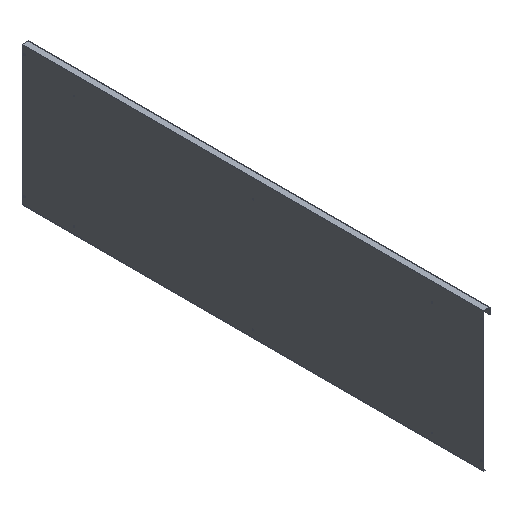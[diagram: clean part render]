
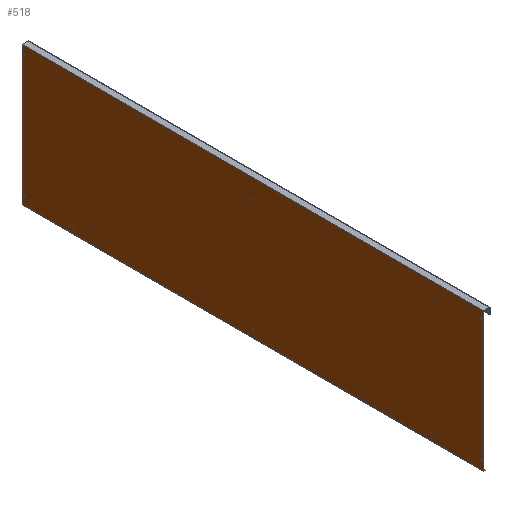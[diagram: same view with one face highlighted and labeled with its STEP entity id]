
A CAD part, isometric view. The second image highlights one B-rep face of the part: STEP entity #518.
In plain terms, the highlighted planar face has unit normal (-1, 0, 0).
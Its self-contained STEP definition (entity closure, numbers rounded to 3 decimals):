
#20 = CARTESIAN_POINT ( 'NONE',  ( 0., 1000., -602.5 ) ) ;
#37 = VECTOR ( 'NONE', #230, 1000. ) ;
#46 = CARTESIAN_POINT ( 'NONE',  ( 0., -1000., -602.5 ) ) ;
#57 = LINE ( 'NONE', #246, #37 ) ;
#58 = EDGE_CURVE ( 'NONE', #632, #774, #57, .T. ) ;
#78 = CIRCLE ( 'NONE', #420, 3.25 ) ;
#85 = EDGE_CURVE ( 'NONE', #1177, #994, #1346, .T. ) ;
#91 = DIRECTION ( 'NONE',  ( 0., 0., 1. ) ) ;
#95 = DIRECTION ( 'NONE',  ( 1., 0., 0. ) ) ;
#98 = CARTESIAN_POINT ( 'NONE',  ( 0., -991., -567.5 ) ) ;
#110 = EDGE_CURVE ( 'NONE', #774, #932, #1364, .T. ) ;
#155 = CIRCLE ( 'NONE', #845, 3.25 ) ;
#176 = DIRECTION ( 'NONE',  ( 0., 0., 1. ) ) ;
#178 = DIRECTION ( 'NONE',  ( 1., 0., 0. ) ) ;
#186 = CARTESIAN_POINT ( 'NONE',  ( 0., -991., -35. ) ) ;
#193 = FACE_BOUND ( 'NONE', #835, .T. ) ;
#216 = FACE_BOUND ( 'NONE', #730, .T. ) ;
#229 = EDGE_CURVE ( 'NONE', #1134, #232, #1047, .T. ) ;
#230 = DIRECTION ( 'NONE',  ( 0., -1., 0. ) ) ;
#232 = VERTEX_POINT ( 'NONE', #725 ) ;
#233 = FACE_BOUND ( 'NONE', #940, .T. ) ;
#235 = FACE_BOUND ( 'NONE', #966, .T. ) ;
#246 = CARTESIAN_POINT ( 'NONE',  ( 0., 1000., 0. ) ) ;
#271 = FACE_OUTER_BOUND ( 'NONE', #968, .T. ) ;
#274 = PLANE ( 'NONE',  #1336 ) ;
#291 = DIRECTION ( 'NONE',  ( -1., 0., 0. ) ) ;
#296 = AXIS2_PLACEMENT_3D ( 'NONE', #800, #792, #777 ) ;
#317 = CARTESIAN_POINT ( 'NONE',  ( 0., 1000., -602.5 ) ) ;
#322 = CARTESIAN_POINT ( 'NONE',  ( 0., 1000., -602.5 ) ) ;
#367 = EDGE_CURVE ( 'NONE', #632, #1350, #694, .T. ) ;
#377 = EDGE_CURVE ( 'NONE', #624, #901, #696, .T. ) ;
#396 = AXIS2_PLACEMENT_3D ( 'NONE', #1215, #1212, #1206 ) ;
#399 = CARTESIAN_POINT ( 'NONE',  ( 0., 991., -35. ) ) ;
#420 = AXIS2_PLACEMENT_3D ( 'NONE', #98, #95, #91 ) ;
#487 = DIRECTION ( 'NONE',  ( 0., 0., 1. ) ) ;
#518 = ADVANCED_FACE ( 'NONE', ( #193, #233, #235, #216, #271 ), #274, .T. ) ;
#533 = CARTESIAN_POINT ( 'NONE',  ( 0., -991., -31.75 ) ) ;
#551 = CARTESIAN_POINT ( 'NONE',  ( 0., 991., -564.25 ) ) ;
#624 = VERTEX_POINT ( 'NONE', #1348 ) ;
#632 = VERTEX_POINT ( 'NONE', #1324 ) ;
#638 = EDGE_CURVE ( 'NONE', #1210, #897, #1325, .T. ) ;
#648 = CARTESIAN_POINT ( 'NONE',  ( 0., -991., -570.75 ) ) ;
#656 = ORIENTED_EDGE ( 'NONE', *, *, #1391, .T. ) ;
#681 = EDGE_CURVE ( 'NONE', #901, #624, #1196, .T. ) ;
#687 = DIRECTION ( 'NONE',  ( 0., 0., 1. ) ) ;
#689 = DIRECTION ( 'NONE',  ( 1., 0., 0. ) ) ;
#690 = ORIENTED_EDGE ( 'NONE', *, *, #638, .T. ) ;
#694 = LINE ( 'NONE', #20, #749 ) ;
#696 = CIRCLE ( 'NONE', #1316, 3.25 ) ;
#704 = CARTESIAN_POINT ( 'NONE',  ( 0., 991., -567.5 ) ) ;
#725 = CARTESIAN_POINT ( 'NONE',  ( 0., -991., -564.25 ) ) ;
#729 = ORIENTED_EDGE ( 'NONE', *, *, #229, .T. ) ;
#730 = EDGE_LOOP ( 'NONE', ( #925, #953 ) ) ;
#737 = DIRECTION ( 'NONE',  ( 0., 0., 1. ) ) ;
#741 = EDGE_CURVE ( 'NONE', #1350, #932, #1147, .T. ) ;
#747 = ORIENTED_EDGE ( 'NONE', *, *, #1436, .T. ) ;
#749 = VECTOR ( 'NONE', #1406, 1000. ) ;
#769 = CIRCLE ( 'NONE', #1054, 3.25 ) ;
#774 = VERTEX_POINT ( 'NONE', #1088 ) ;
#777 = DIRECTION ( 'NONE',  ( 0., 0., 1. ) ) ;
#778 = ORIENTED_EDGE ( 'NONE', *, *, #681, .T. ) ;
#792 = DIRECTION ( 'NONE',  ( 1., 0., 0. ) ) ;
#800 = CARTESIAN_POINT ( 'NONE',  ( 0., -991., -567.5 ) ) ;
#835 = EDGE_LOOP ( 'NONE', ( #656, #690 ) ) ;
#845 = AXIS2_PLACEMENT_3D ( 'NONE', #186, #178, #176 ) ;
#856 = CARTESIAN_POINT ( 'NONE',  ( 0., 991., -570.75 ) ) ;
#865 = CARTESIAN_POINT ( 'NONE',  ( 0., -1000., -602.5 ) ) ;
#881 = AXIS2_PLACEMENT_3D ( 'NONE', #1379, #1373, #1371 ) ;
#897 = VERTEX_POINT ( 'NONE', #910 ) ;
#900 = CARTESIAN_POINT ( 'NONE',  ( 0., 991., -38.25 ) ) ;
#901 = VERTEX_POINT ( 'NONE', #900 ) ;
#908 = ORIENTED_EDGE ( 'NONE', *, *, #377, .T. ) ;
#910 = CARTESIAN_POINT ( 'NONE',  ( 0., -991., -38.25 ) ) ;
#925 = ORIENTED_EDGE ( 'NONE', *, *, #1070, .T. ) ;
#932 = VERTEX_POINT ( 'NONE', #865 ) ;
#940 = EDGE_LOOP ( 'NONE', ( #729, #747 ) ) ;
#953 = ORIENTED_EDGE ( 'NONE', *, *, #85, .T. ) ;
#966 = EDGE_LOOP ( 'NONE', ( #778, #908 ) ) ;
#968 = EDGE_LOOP ( 'NONE', ( #1007, #1075, #1111, #1160 ) ) ;
#994 = VERTEX_POINT ( 'NONE', #856 ) ;
#1007 = ORIENTED_EDGE ( 'NONE', *, *, #110, .F. ) ;
#1033 = AXIS2_PLACEMENT_3D ( 'NONE', #1281, #1278, #1271 ) ;
#1047 = CIRCLE ( 'NONE', #296, 3.25 ) ;
#1054 = AXIS2_PLACEMENT_3D ( 'NONE', #704, #689, #687 ) ;
#1070 = EDGE_CURVE ( 'NONE', #994, #1177, #769, .T. ) ;
#1075 = ORIENTED_EDGE ( 'NONE', *, *, #58, .F. ) ;
#1082 = VECTOR ( 'NONE', #1190, 1000. ) ;
#1088 = CARTESIAN_POINT ( 'NONE',  ( 0., -1000., 0. ) ) ;
#1111 = ORIENTED_EDGE ( 'NONE', *, *, #367, .T. ) ;
#1134 = VERTEX_POINT ( 'NONE', #648 ) ;
#1147 = LINE ( 'NONE', #1182, #1082 ) ;
#1160 = ORIENTED_EDGE ( 'NONE', *, *, #741, .T. ) ;
#1177 = VERTEX_POINT ( 'NONE', #551 ) ;
#1182 = CARTESIAN_POINT ( 'NONE',  ( 0., 1000., -602.5 ) ) ;
#1190 = DIRECTION ( 'NONE',  ( 0., -1., 0. ) ) ;
#1196 = CIRCLE ( 'NONE', #396, 3.25 ) ;
#1206 = DIRECTION ( 'NONE',  ( 0., 0., 1. ) ) ;
#1210 = VERTEX_POINT ( 'NONE', #533 ) ;
#1212 = DIRECTION ( 'NONE',  ( 1., 0., 0. ) ) ;
#1215 = CARTESIAN_POINT ( 'NONE',  ( 0., 991., -35. ) ) ;
#1271 = DIRECTION ( 'NONE',  ( 0., 0., 1. ) ) ;
#1278 = DIRECTION ( 'NONE',  ( 1., 0., 0. ) ) ;
#1281 = CARTESIAN_POINT ( 'NONE',  ( 0., -991., -35. ) ) ;
#1311 = VECTOR ( 'NONE', #1407, 1000. ) ;
#1316 = AXIS2_PLACEMENT_3D ( 'NONE', #399, #1338, #737 ) ;
#1324 = CARTESIAN_POINT ( 'NONE',  ( 0., 1000., 0. ) ) ;
#1325 = CIRCLE ( 'NONE', #1033, 3.25 ) ;
#1336 = AXIS2_PLACEMENT_3D ( 'NONE', #322, #291, #487 ) ;
#1338 = DIRECTION ( 'NONE',  ( 1., 0., 0. ) ) ;
#1346 = CIRCLE ( 'NONE', #881, 3.25 ) ;
#1348 = CARTESIAN_POINT ( 'NONE',  ( 0., 991., -31.75 ) ) ;
#1350 = VERTEX_POINT ( 'NONE', #317 ) ;
#1364 = LINE ( 'NONE', #46, #1311 ) ;
#1371 = DIRECTION ( 'NONE',  ( 0., 0., 1. ) ) ;
#1373 = DIRECTION ( 'NONE',  ( 1., 0., 0. ) ) ;
#1379 = CARTESIAN_POINT ( 'NONE',  ( 0., 991., -567.5 ) ) ;
#1391 = EDGE_CURVE ( 'NONE', #897, #1210, #155, .T. ) ;
#1406 = DIRECTION ( 'NONE',  ( 0., 0., -1. ) ) ;
#1407 = DIRECTION ( 'NONE',  ( 0., 0., -1. ) ) ;
#1436 = EDGE_CURVE ( 'NONE', #232, #1134, #78, .T. ) ;
